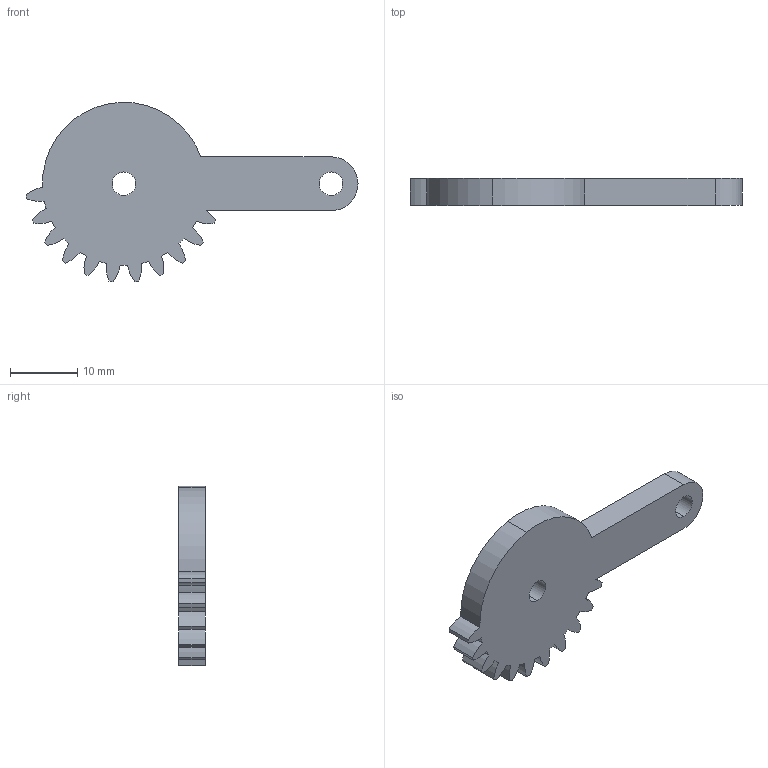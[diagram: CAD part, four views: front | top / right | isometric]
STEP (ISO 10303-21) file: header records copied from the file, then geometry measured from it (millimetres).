
FILE_DESCRIPTION (( 'STEP AP203' ), '1' );
FILE_NAME ('gear1.stp_Default_sldprt.STEP', '2022-12-24T03:26:47', ( '' ), ( '' ), 'SwSTEP 2.0', 'SolidWorks 2020', '' );
FILE_SCHEMA (( 'CONFIG_CONTROL_DESIGN' ));
Length unit declared in the file: metre
Products named in the file (1): gear1.stp_Default_sldprt
Bounding box: 49.29 x 4 x 26.62 mm (x, y, z)
Volume: 2641.6 mm3; surface area: 2054.2 mm2
Topology: 1 solids, 1 shells, 58 faces, 168 edges, 112 vertices
Faces by surface type: cylinder 54, plane 4
Entity records: 2065 total; most frequent: DIRECTION 394, CARTESIAN_POINT 339, ORIENTED_EDGE 336, EDGE_CURVE 168, AXIS2_PLACEMENT_3D 167, VERTEX_POINT 112, CIRCLE 108, EDGE_LOOP 62
